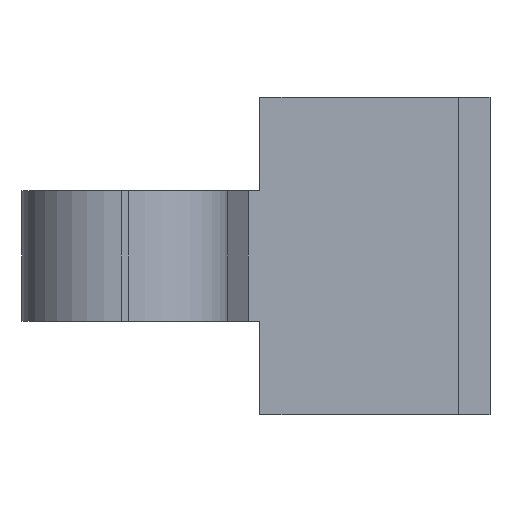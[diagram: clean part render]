
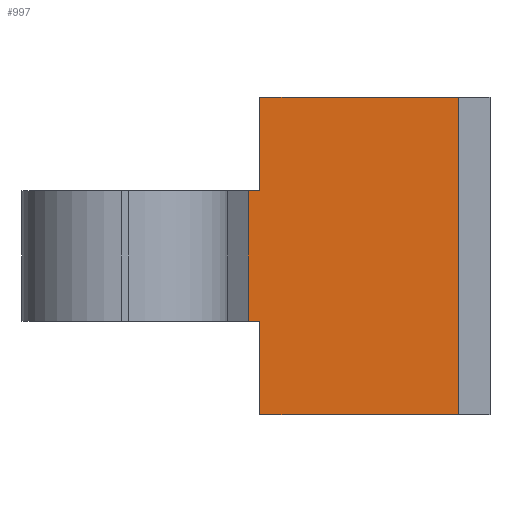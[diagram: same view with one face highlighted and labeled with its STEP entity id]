
A CAD part, left-side view. The second image highlights one B-rep face of the part: STEP entity #997.
In plain terms, the highlighted planar face has unit normal (-1, 0, 0).
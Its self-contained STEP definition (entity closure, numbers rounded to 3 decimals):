
#2 = ORIENTED_EDGE ( 'NONE', *, *, #349, .F. ) ;
#18 = VERTEX_POINT ( 'NONE', #1136 ) ;
#58 = VECTOR ( 'NONE', #176, 1000. ) ;
#69 = ORIENTED_EDGE ( 'NONE', *, *, #855, .T. ) ;
#73 = VECTOR ( 'NONE', #1135, 1000. ) ;
#116 = CARTESIAN_POINT ( 'NONE',  ( 0., 0., 0. ) ) ;
#125 = EDGE_CURVE ( 'NONE', #18, #260, #620, .T. ) ;
#140 = EDGE_CURVE ( 'NONE', #951, #18, #374, .T. ) ;
#153 = VECTOR ( 'NONE', #641, 1000. ) ;
#166 = AXIS2_PLACEMENT_3D ( 'NONE', #274, #554, #892 ) ;
#176 = DIRECTION ( 'NONE',  ( 0., 0., -1. ) ) ;
#177 = CARTESIAN_POINT ( 'NONE',  ( 0., 5., -8. ) ) ;
#181 = ORIENTED_EDGE ( 'NONE', *, *, #288, .T. ) ;
#184 = CARTESIAN_POINT ( 'NONE',  ( 0., 5.3, -2.35 ) ) ;
#190 = CARTESIAN_POINT ( 'NONE',  ( 0., 0., -8. ) ) ;
#193 = LINE ( 'NONE', #653, #250 ) ;
#214 = LINE ( 'NONE', #813, #153 ) ;
#247 = ORIENTED_EDGE ( 'NONE', *, *, #547, .F. ) ;
#250 = VECTOR ( 'NONE', #644, 1000. ) ;
#260 = VERTEX_POINT ( 'NONE', #651 ) ;
#274 = CARTESIAN_POINT ( 'NONE',  ( 0., 5., 0. ) ) ;
#281 = VERTEX_POINT ( 'NONE', #304 ) ;
#288 = EDGE_CURVE ( 'NONE', #938, #895, #310, .T. ) ;
#293 = LINE ( 'NONE', #482, #500 ) ;
#304 = CARTESIAN_POINT ( 'NONE',  ( 0., 5., -8. ) ) ;
#310 = LINE ( 'NONE', #116, #977 ) ;
#344 = EDGE_CURVE ( 'NONE', #603, #895, #293, .T. ) ;
#347 = CARTESIAN_POINT ( 'NONE',  ( 0., 5., 0. ) ) ;
#349 = EDGE_CURVE ( 'NONE', #281, #260, #214, .T. ) ;
#374 = LINE ( 'NONE', #960, #58 ) ;
#435 = CARTESIAN_POINT ( 'NONE',  ( 0., 0., 0. ) ) ;
#449 = ORIENTED_EDGE ( 'NONE', *, *, #344, .F. ) ;
#482 = CARTESIAN_POINT ( 'NONE',  ( 0., 5., 0. ) ) ;
#500 = VECTOR ( 'NONE', #733, 1000. ) ;
#547 = EDGE_CURVE ( 'NONE', #650, #603, #630, .T. ) ;
#554 = DIRECTION ( 'NONE',  ( 1., 0., 0. ) ) ;
#559 = FACE_OUTER_BOUND ( 'NONE', #970, .T. ) ;
#569 = VECTOR ( 'NONE', #949, 1000. ) ;
#603 = VERTEX_POINT ( 'NONE', #347 ) ;
#620 = LINE ( 'NONE', #863, #569 ) ;
#624 = EDGE_CURVE ( 'NONE', #951, #650, #193, .T. ) ;
#630 = LINE ( 'NONE', #705, #708 ) ;
#641 = DIRECTION ( 'NONE',  ( 0., 0., 1. ) ) ;
#644 = DIRECTION ( 'NONE',  ( 0., -1., 0. ) ) ;
#650 = VERTEX_POINT ( 'NONE', #984 ) ;
#651 = CARTESIAN_POINT ( 'NONE',  ( 0., 5., -5.65 ) ) ;
#653 = CARTESIAN_POINT ( 'NONE',  ( 0., 5.3, -2.35 ) ) ;
#690 = DIRECTION ( 'NONE',  ( 0., 0., 1. ) ) ;
#705 = CARTESIAN_POINT ( 'NONE',  ( 0., 5., 0. ) ) ;
#708 = VECTOR ( 'NONE', #690, 1000. ) ;
#732 = ORIENTED_EDGE ( 'NONE', *, *, #140, .T. ) ;
#733 = DIRECTION ( 'NONE',  ( 0., -1., 0. ) ) ;
#813 = CARTESIAN_POINT ( 'NONE',  ( 0., 5., 0. ) ) ;
#829 = ORIENTED_EDGE ( 'NONE', *, *, #125, .T. ) ;
#855 = EDGE_CURVE ( 'NONE', #281, #938, #872, .T. ) ;
#863 = CARTESIAN_POINT ( 'NONE',  ( 0., 5.3, -5.65 ) ) ;
#872 = LINE ( 'NONE', #177, #73 ) ;
#888 = ORIENTED_EDGE ( 'NONE', *, *, #624, .F. ) ;
#892 = DIRECTION ( 'NONE',  ( 0., 0., -1. ) ) ;
#895 = VERTEX_POINT ( 'NONE', #435 ) ;
#938 = VERTEX_POINT ( 'NONE', #190 ) ;
#949 = DIRECTION ( 'NONE',  ( 0., -1., 0. ) ) ;
#951 = VERTEX_POINT ( 'NONE', #184 ) ;
#960 = CARTESIAN_POINT ( 'NONE',  ( 0., 5.3, -2.35 ) ) ;
#970 = EDGE_LOOP ( 'NONE', ( #181, #449, #247, #888, #732, #829, #2, #69 ) ) ;
#976 = PLANE ( 'NONE',  #166 ) ;
#977 = VECTOR ( 'NONE', #998, 1000. ) ;
#984 = CARTESIAN_POINT ( 'NONE',  ( 0., 5., -2.35 ) ) ;
#997 = ADVANCED_FACE ( 'NONE', ( #559 ), #976, .F. ) ;
#998 = DIRECTION ( 'NONE',  ( 0., 0., 1. ) ) ;
#1135 = DIRECTION ( 'NONE',  ( 0., -1., 0. ) ) ;
#1136 = CARTESIAN_POINT ( 'NONE',  ( 0., 5.3, -5.65 ) ) ;
